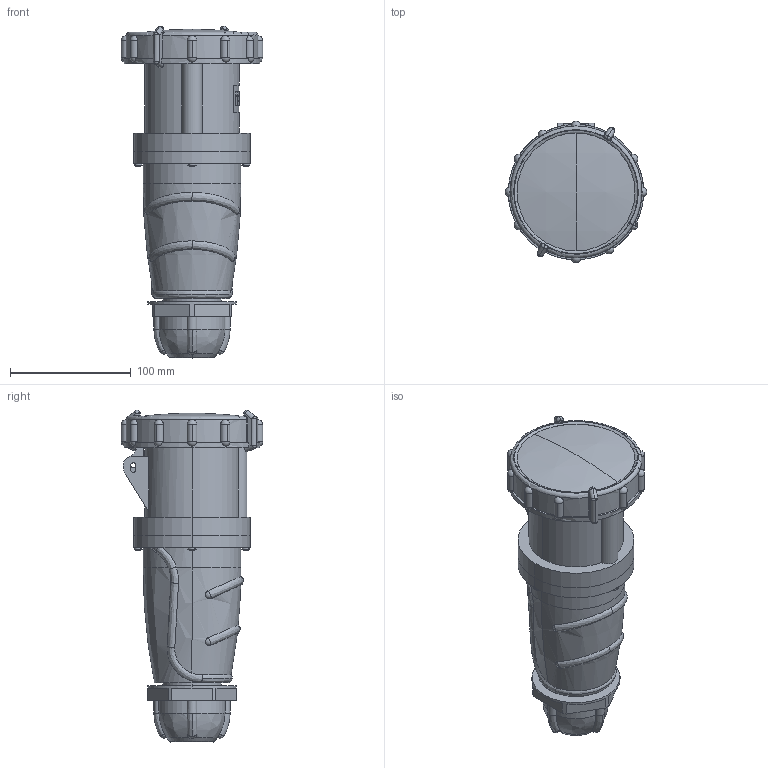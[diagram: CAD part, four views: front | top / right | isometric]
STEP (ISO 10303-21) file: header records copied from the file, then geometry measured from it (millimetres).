
FILE_DESCRIPTION (( 'STEP AP214' ), '1' );
FILE_NAME ('PSN22-063-5 MAGNUM Ðîçåòêà ïåðåíîñ. ÑÑÈ-235 63À-6÷ 380Â 3P+PE+N IP67 IEK1.STEP', '2025-09-03T11:01:07', ( '' ), ( '' ), 'SwSTEP 2.0', 'SolidWorks 2022', '' );
FILE_SCHEMA (( 'AUTOMOTIVE_DESIGN' ));
Length unit declared in the file: millimetre
Products named in the file (1): PSN22-063-5 MAGNUM Розетка перенос. ССИ-235 63А-6ч 380В 3P+PE+N IP67 IEK1
Bounding box: 117 x 117 x 274.51 mm (x, y, z)
Volume: 752130.8 mm3; surface area: 240967.1 mm2
Topology: 18 solids, 18 shells, 1140 faces, 2965 edges, 1906 vertices
Faces by surface type: plane 569, cylinder 347, bspline 114, torus 72, cone 30, sphere 8
Entity records: 47509 total; most frequent: CARTESIAN_POINT 19649, ORIENTED_EDGE 5846, DIRECTION 5694, EDGE_CURVE 2923, AXIS2_PLACEMENT_3D 2100, VERTEX_POINT 1906, VECTOR 1494, LINE 1494
